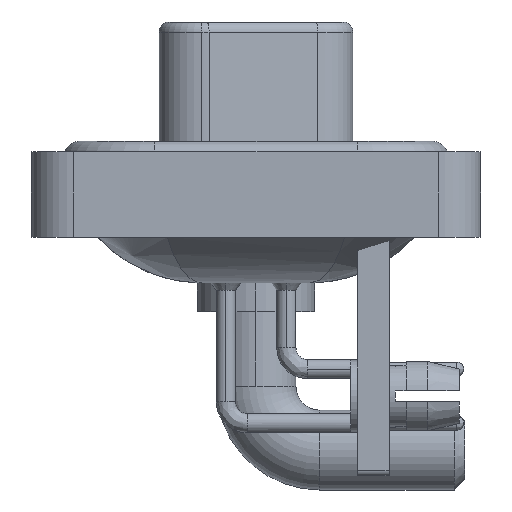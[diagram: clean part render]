
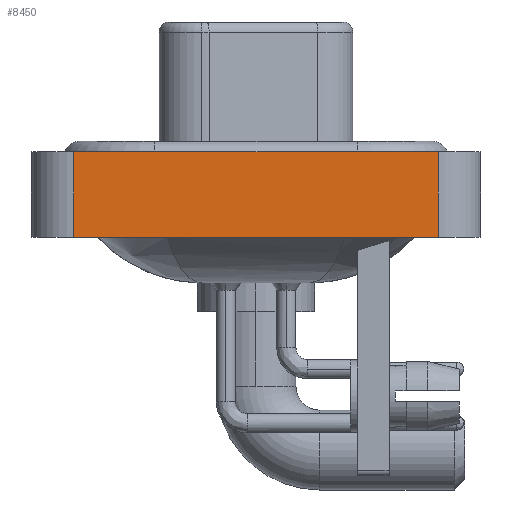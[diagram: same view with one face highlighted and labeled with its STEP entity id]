
A CAD part, left-side view. The second image highlights one B-rep face of the part: STEP entity #8450.
In plain terms, the highlighted planar face has unit normal (-1, 0, 0).
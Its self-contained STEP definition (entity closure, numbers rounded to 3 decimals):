
#2451 = PLANE ( 'NONE',  #18113 ) ;
#2675 = VECTOR ( 'NONE', #17687, 1000. ) ;
#3260 = ORIENTED_EDGE ( 'NONE', *, *, #10900, .F. ) ;
#3649 = VERTEX_POINT ( 'NONE', #5719 ) ;
#4554 = EDGE_CURVE ( 'NONE', #26868, #4665, #12083, .T. ) ;
#4665 = VERTEX_POINT ( 'NONE', #10769 ) ;
#5459 = ORIENTED_EDGE ( 'NONE', *, *, #24493, .T. ) ;
#5719 = CARTESIAN_POINT ( 'NONE',  ( -7.3, 8.55, -3.6 ) ) ;
#6518 = CARTESIAN_POINT ( 'NONE',  ( -7.3, 8.55, -3.6 ) ) ;
#7263 = VERTEX_POINT ( 'NONE', #9682 ) ;
#7528 = ORIENTED_EDGE ( 'NONE', *, *, #4554, .F. ) ;
#8450 = ADVANCED_FACE ( 'NONE', ( #11301 ), #2451, .T. ) ;
#9682 = CARTESIAN_POINT ( 'NONE',  ( -7.3, -8.55, -3.6 ) ) ;
#10314 = CARTESIAN_POINT ( 'NONE',  ( -7.3, -8.55, -3.6 ) ) ;
#10769 = CARTESIAN_POINT ( 'NONE',  ( -7.3, -8.55, 0.4 ) ) ;
#10900 = EDGE_CURVE ( 'NONE', #3649, #26868, #17266, .T. ) ;
#11166 = CARTESIAN_POINT ( 'NONE',  ( -7.3, -8.55, -3.6 ) ) ;
#11301 = FACE_OUTER_BOUND ( 'NONE', #19044, .T. ) ;
#12019 = VECTOR ( 'NONE', #25739, 1000. ) ;
#12083 = LINE ( 'NONE', #18960, #12019 ) ;
#13044 = VECTOR ( 'NONE', #14217, 1000. ) ;
#13179 = DIRECTION ( 'NONE',  ( -1., 0., 0. ) ) ;
#14217 = DIRECTION ( 'NONE',  ( 0., 0., 1. ) ) ;
#14282 = ORIENTED_EDGE ( 'NONE', *, *, #24149, .T. ) ;
#14673 = CARTESIAN_POINT ( 'NONE',  ( -7.3, -8.55, -3.6 ) ) ;
#17266 = LINE ( 'NONE', #6518, #2675 ) ;
#17687 = DIRECTION ( 'NONE',  ( 0., 0., 1. ) ) ;
#18113 = AXIS2_PLACEMENT_3D ( 'NONE', #11166, #13179, #20055 ) ;
#18650 = LINE ( 'NONE', #10314, #13044 ) ;
#18960 = CARTESIAN_POINT ( 'NONE',  ( -7.3, -8.55, 0.4 ) ) ;
#19044 = EDGE_LOOP ( 'NONE', ( #5459, #7528, #3260, #14282 ) ) ;
#20055 = DIRECTION ( 'NONE',  ( 0., 0., 1. ) ) ;
#20814 = VECTOR ( 'NONE', #27337, 1000. ) ;
#24008 = CARTESIAN_POINT ( 'NONE',  ( -7.3, 8.55, 0.4 ) ) ;
#24149 = EDGE_CURVE ( 'NONE', #3649, #7263, #27613, .T. ) ;
#24493 = EDGE_CURVE ( 'NONE', #7263, #4665, #18650, .T. ) ;
#25739 = DIRECTION ( 'NONE',  ( 0., -1., 0. ) ) ;
#26868 = VERTEX_POINT ( 'NONE', #24008 ) ;
#27337 = DIRECTION ( 'NONE',  ( 0., -1., 0. ) ) ;
#27613 = LINE ( 'NONE', #14673, #20814 ) ;
